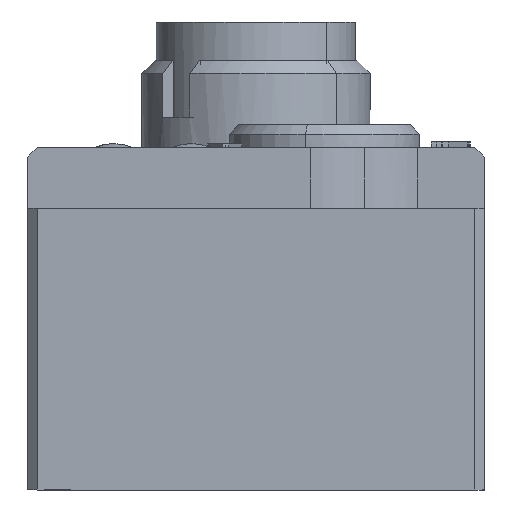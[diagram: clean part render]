
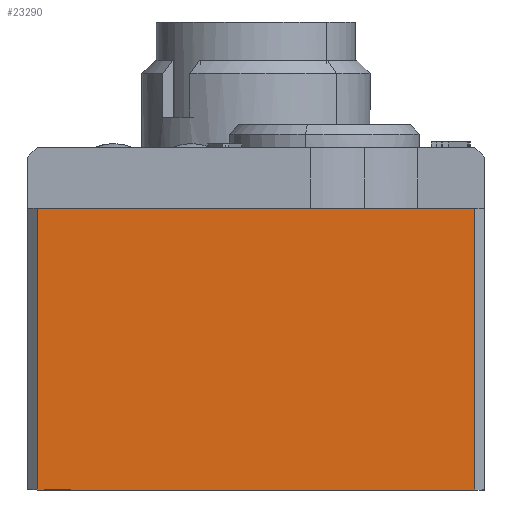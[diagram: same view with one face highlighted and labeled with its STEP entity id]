
A CAD part, front view. The second image highlights one B-rep face of the part: STEP entity #23290.
In plain terms, the highlighted planar face has unit normal (0, -1, 0).
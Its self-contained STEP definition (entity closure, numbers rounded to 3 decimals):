
#23282=AXIS2_PLACEMENT_3D('Plane Axis2P3D',#23279,#23280,#23281) ;
#19609=CARTESIAN_POINT('Vertex',(23.5,0.,0.)) ;
#19612=CARTESIAN_POINT('Line Origine',(12.,0.,0.)) ;
#19616=CARTESIAN_POINT('Vertex',(0.5,0.,0.)) ;
#19699=CARTESIAN_POINT('Line Origine',(0.5,0.,7.4)) ;
#19703=CARTESIAN_POINT('Vertex',(0.5,0.,14.8)) ;
#19727=CARTESIAN_POINT('Vertex',(23.5,0.,14.8)) ;
#19730=CARTESIAN_POINT('Line Origine',(12.,0.,14.8)) ;
#22858=CARTESIAN_POINT('Line Origine',(23.5,0.,7.4)) ;
#23279=CARTESIAN_POINT('Axis2P3D Location',(0.,0.,0.)) ;
#19613=DIRECTION('Vector Direction',(1.,0.,0.)) ;
#19700=DIRECTION('Vector Direction',(0.,0.,1.)) ;
#19731=DIRECTION('Vector Direction',(-1.,0.,0.)) ;
#22859=DIRECTION('Vector Direction',(0.,0.,-1.)) ;
#23280=DIRECTION('Axis2P3D Direction',(0.,-1.,0.)) ;
#23281=DIRECTION('Axis2P3D XDirection',(1.,0.,0.)) ;
#19614=VECTOR('Line Direction',#19613,1.) ;
#19701=VECTOR('Line Direction',#19700,1.) ;
#19732=VECTOR('Line Direction',#19731,1.) ;
#22860=VECTOR('Line Direction',#22859,1.) ;
#23285=ORIENTED_EDGE('',*,*,#22862,.F.) ;
#23286=ORIENTED_EDGE('',*,*,#19734,.T.) ;
#23287=ORIENTED_EDGE('',*,*,#19705,.F.) ;
#23288=ORIENTED_EDGE('',*,*,#19618,.T.) ;
#23290=ADVANCED_FACE('Hauptkoerper',(#23289),#23283,.T.) ;
#19618=EDGE_CURVE('',#19617,#19610,#19615,.T.) ;
#19705=EDGE_CURVE('',#19617,#19704,#19702,.T.) ;
#19734=EDGE_CURVE('',#19728,#19704,#19733,.T.) ;
#22862=EDGE_CURVE('',#19728,#19610,#22861,.T.) ;
#23284=EDGE_LOOP('',(#23285,#23286,#23287,#23288)) ;
#23289=FACE_OUTER_BOUND('',#23284,.T.) ;
#19615=LINE('Line',#19612,#19614) ;
#19702=LINE('Line',#19699,#19701) ;
#19733=LINE('Line',#19730,#19732) ;
#22861=LINE('Line',#22858,#22860) ;
#23283=PLANE('',#23282) ;
#19610=VERTEX_POINT('',#19609) ;
#19617=VERTEX_POINT('',#19616) ;
#19704=VERTEX_POINT('',#19703) ;
#19728=VERTEX_POINT('',#19727) ;
